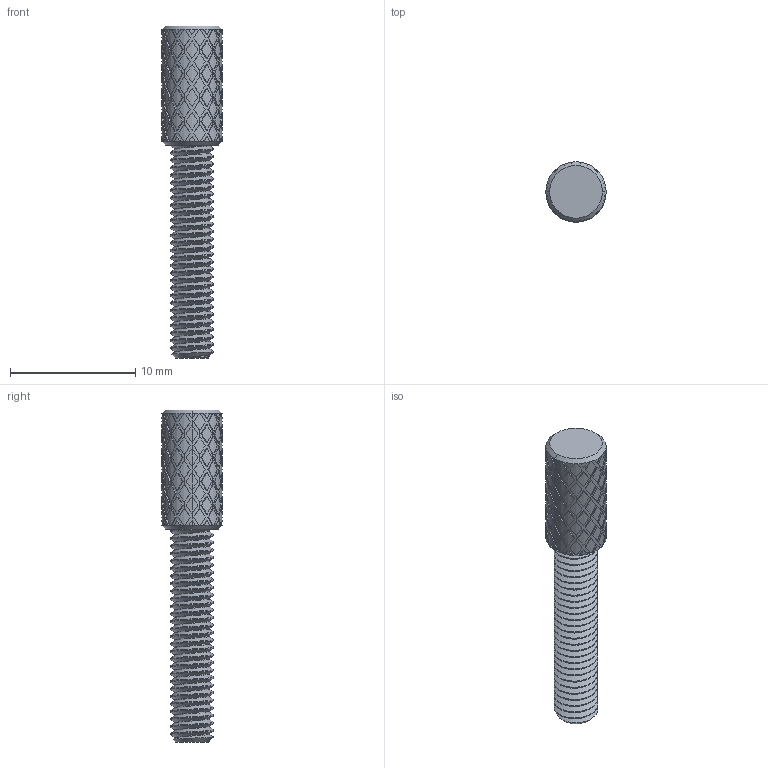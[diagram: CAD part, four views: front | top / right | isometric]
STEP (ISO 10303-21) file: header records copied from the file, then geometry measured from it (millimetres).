
FILE_DESCRIPTION (( 'STEP AP214' ), '1' );
FILE_NAME ('1844_038_rev_03.STEP', '2014-09-17T18:41:13', ( '' ), ( '' ), 'SwSTEP 2.0', 'SolidWorks 2013', '' );
FILE_SCHEMA (( 'AUTOMOTIVE_DESIGN' ));
Length unit declared in the file: millimetre
Products named in the file (1): 1844_038_rev_03
Bounding box: 4.8 x 4.8 x 26.5 mm (x, y, z)
Volume: 291.1 mm3; surface area: 509.9 mm2
Topology: 1 solids, 1 shells, 748 faces, 1888 edges, 1187 vertices
Faces by surface type: plane 531, cylinder 208, cone 6, bspline 3
Entity records: 25314 total; most frequent: CARTESIAN_POINT 10525, ORIENTED_EDGE 3776, DIRECTION 2455, EDGE_CURVE 1888, VERTEX_POINT 1187, AXIS2_PLACEMENT_3D 903, EDGE_LOOP 793, FACE_OUTER_BOUND 748
